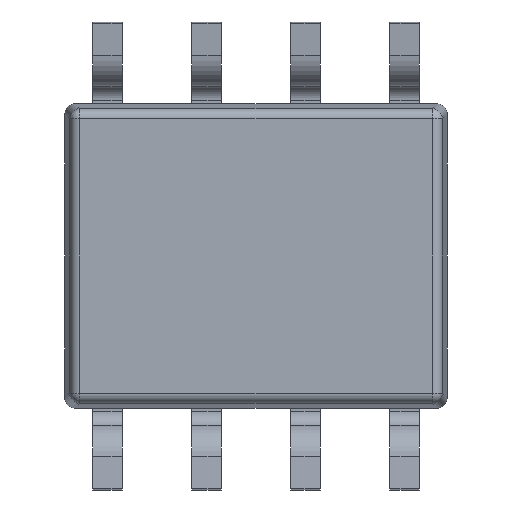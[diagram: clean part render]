
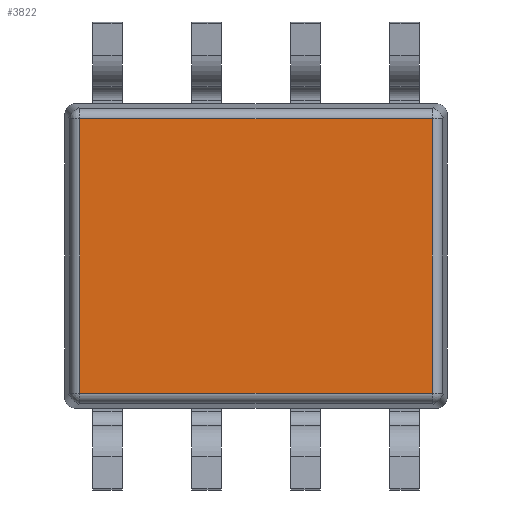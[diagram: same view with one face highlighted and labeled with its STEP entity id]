
A CAD part, front view. The second image highlights one B-rep face of the part: STEP entity #3822.
In plain terms, the highlighted planar face has unit normal (0, -1, 0).
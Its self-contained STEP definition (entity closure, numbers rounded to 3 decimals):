
#418=FACE_OUTER_BOUND('',#646,.T.);
#646=EDGE_LOOP('',(#3314,#3315,#3316,#3317));
#979=LINE('',#7070,#1343);
#980=LINE('',#7074,#1344);
#981=LINE('',#7076,#1345);
#982=LINE('',#7077,#1346);
#1343=VECTOR('',#4858,4.522);
#1344=VECTOR('',#4863,3.522);
#1345=VECTOR('',#4864,4.522);
#1346=VECTOR('',#4865,3.522);
#1840=VERTEX_POINT('',#7065);
#1841=VERTEX_POINT('',#7069);
#1842=VERTEX_POINT('',#7073);
#1843=VERTEX_POINT('',#7075);
#2345=EDGE_CURVE('',#1840,#1841,#979,.T.);
#2347=EDGE_CURVE('',#1841,#1842,#980,.T.);
#2348=EDGE_CURVE('',#1842,#1843,#981,.T.);
#2349=EDGE_CURVE('',#1843,#1840,#982,.T.);
#3314=ORIENTED_EDGE('',*,*,#2347,.T.);
#3315=ORIENTED_EDGE('',*,*,#2348,.T.);
#3316=ORIENTED_EDGE('',*,*,#2349,.T.);
#3317=ORIENTED_EDGE('',*,*,#2345,.T.);
#3604=PLANE('',#4213);
#3822=ADVANCED_FACE('',(#418),#3604,.T.);
#4213=AXIS2_PLACEMENT_3D('',#7072,#4861,#4862);
#4858=DIRECTION('',(1.,0.,0.));
#4861=DIRECTION('center_axis',(0.,-1.,0.));
#4862=DIRECTION('ref_axis',(-1.,0.,0.));
#4863=DIRECTION('',(0.,0.,1.));
#4864=DIRECTION('',(-1.,0.,0.));
#4865=DIRECTION('',(0.,0.,-1.));
#7065=CARTESIAN_POINT('',(-2.261,-0.825,-1.761));
#7069=CARTESIAN_POINT('',(2.261,-0.825,-1.761));
#7070=CARTESIAN_POINT('',(-2.261,-0.825,-1.761));
#7072=CARTESIAN_POINT('Origin',(0.,-0.825,0.));
#7073=CARTESIAN_POINT('',(2.261,-0.825,1.761));
#7074=CARTESIAN_POINT('',(2.261,-0.825,-1.761));
#7075=CARTESIAN_POINT('',(-2.261,-0.825,1.761));
#7076=CARTESIAN_POINT('',(2.261,-0.825,1.761));
#7077=CARTESIAN_POINT('',(-2.261,-0.825,1.761));
